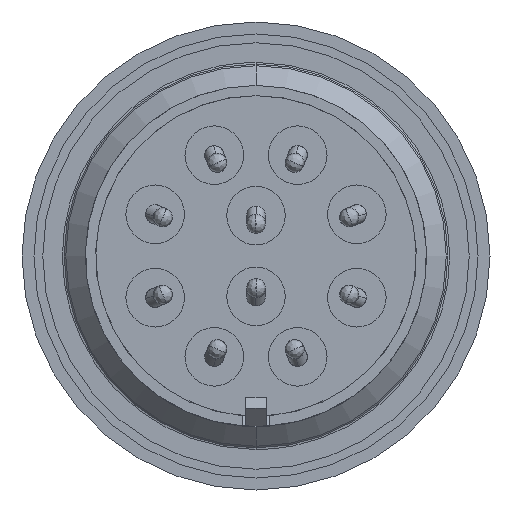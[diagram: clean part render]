
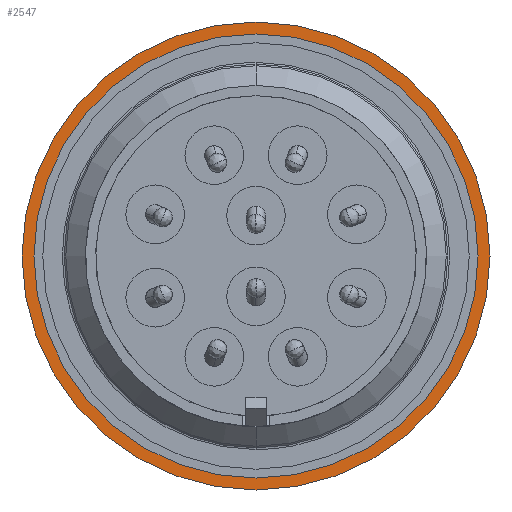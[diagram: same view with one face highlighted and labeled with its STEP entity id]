
A CAD part, front view. The second image highlights one B-rep face of the part: STEP entity #2547.
In plain terms, the highlighted planar face has unit normal (0, -1, 0).
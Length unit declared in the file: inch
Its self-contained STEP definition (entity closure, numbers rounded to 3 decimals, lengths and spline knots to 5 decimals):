
#3 = EDGE_CURVE ( 'NONE', #5585, #5472, #9529, .T. ) ;
#4 = EDGE_CURVE ( 'NONE', #5407, #5591, #9531, .T. ) ;
#480 = CARTESIAN_POINT ( 'NONE',  ( 0., 2.46865, 0. ) ) ;
#481 = DIRECTION ( 'NONE',  ( 0., 1., 0. ) ) ;
#482 = DIRECTION ( 'NONE',  ( 0., 0., -1. ) ) ;
#485 = CARTESIAN_POINT ( 'NONE',  ( 0., 2.46865, 0. ) ) ;
#486 = DIRECTION ( 'NONE',  ( 0., -1., 0. ) ) ;
#487 = DIRECTION ( 'NONE',  ( 0., 0., 1. ) ) ;
#2547 = ADVANCED_FACE ( 'NONE', ( #11012, #11007 ), #20718, .T. ) ;
#3256 = AXIS2_PLACEMENT_3D ( 'NONE', #480, #481, #482 ) ;
#3258 = AXIS2_PLACEMENT_3D ( 'NONE', #485, #486, #487 ) ;
#3913 = AXIS2_PLACEMENT_3D ( 'NONE', #12610, #12609, #12608 ) ;
#3915 = AXIS2_PLACEMENT_3D ( 'NONE', #12607, #12606, #12605 ) ;
#5407 = VERTEX_POINT ( 'NONE', #14817 ) ;
#5472 = VERTEX_POINT ( 'NONE', #14882 ) ;
#5585 = VERTEX_POINT ( 'NONE', #14995 ) ;
#5591 = VERTEX_POINT ( 'NONE', #15001 ) ;
#6319 = ORIENTED_EDGE ( 'NONE', *, *, #4, .T. ) ;
#6320 = ORIENTED_EDGE ( 'NONE', *, *, #17733, .T. ) ;
#6321 = ORIENTED_EDGE ( 'NONE', *, *, #17735, .T. ) ;
#6322 = ORIENTED_EDGE ( 'NONE', *, *, #3, .T. ) ;
#9529 = CIRCLE ( 'NONE', #3913, 0.686 ) ;
#9531 = CIRCLE ( 'NONE', #3915, 0.651 ) ;
#9936 = EDGE_LOOP ( 'NONE', ( #6320, #6319 ) ) ;
#10222 = EDGE_LOOP ( 'NONE', ( #6322, #6321 ) ) ;
#11007 = FACE_BOUND ( 'NONE', #9936, .T. ) ;
#11012 = FACE_OUTER_BOUND ( 'NONE', #10222, .T. ) ;
#12605 = DIRECTION ( 'NONE',  ( 0., 0., -1. ) ) ;
#12606 = DIRECTION ( 'NONE',  ( 0., 1., 0. ) ) ;
#12607 = CARTESIAN_POINT ( 'NONE',  ( 0., 2.46865, 0. ) ) ;
#12608 = DIRECTION ( 'NONE',  ( 0., 0., 1. ) ) ;
#12609 = DIRECTION ( 'NONE',  ( 0., -1., 0. ) ) ;
#12610 = CARTESIAN_POINT ( 'NONE',  ( 0., 2.46865, 0. ) ) ;
#14817 = CARTESIAN_POINT ( 'NONE',  ( 0., 2.46865, 0.651 ) ) ;
#14882 = CARTESIAN_POINT ( 'NONE',  ( 0., 2.46865, -0.686 ) ) ;
#14995 = CARTESIAN_POINT ( 'NONE',  ( 0., 2.46865, 0.686 ) ) ;
#15001 = CARTESIAN_POINT ( 'NONE',  ( 0., 2.46865, -0.651 ) ) ;
#15862 = AXIS2_PLACEMENT_3D ( 'NONE', #20726, #20716, #20715 ) ;
#17733 = EDGE_CURVE ( 'NONE', #5591, #5407, #18713, .T. ) ;
#17735 = EDGE_CURVE ( 'NONE', #5472, #5585, #18720, .T. ) ;
#18713 = CIRCLE ( 'NONE', #3256, 0.651 ) ;
#18720 = CIRCLE ( 'NONE', #3258, 0.686 ) ;
#20715 = DIRECTION ( 'NONE',  ( 0., 0., -1. ) ) ;
#20716 = DIRECTION ( 'NONE',  ( 0., -1., 0. ) ) ;
#20718 = PLANE ( 'NONE',  #15862 ) ;
#20726 = CARTESIAN_POINT ( 'NONE',  ( 0., 2.46865, 0. ) ) ;
